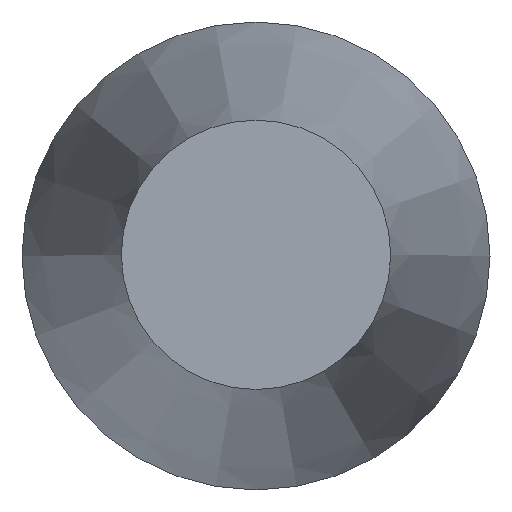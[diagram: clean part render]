
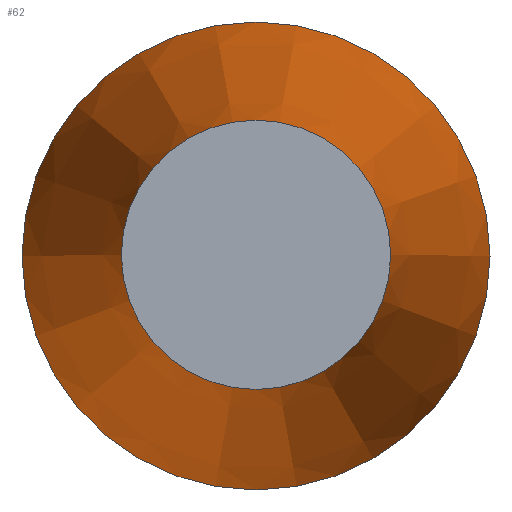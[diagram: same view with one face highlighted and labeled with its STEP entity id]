
A CAD part, top view. The second image highlights one B-rep face of the part: STEP entity #62.
In plain terms, the highlighted conical face has half-angle 8.297 degrees and reference radius 27.653 mm.
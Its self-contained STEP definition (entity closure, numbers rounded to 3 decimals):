
#62=ADVANCED_FACE('',(#85,#86),#80,.T.);
#80=CONICAL_SURFACE('',#262,27.653,8.297);
#85=FACE_BOUND('',#117,.T.);
#86=FACE_BOUND('',#118,.T.);
#117=EDGE_LOOP('',(#151));
#118=EDGE_LOOP('',(#152));
#151=ORIENTED_EDGE('',*,*,#202,.F.);
#152=ORIENTED_EDGE('',*,*,#203,.T.);
#185=VERTEX_POINT('',#378);
#186=VERTEX_POINT('',#380);
#202=EDGE_CURVE('',#185,#185,#219,.T.);
#203=EDGE_CURVE('',#186,#186,#220,.T.);
#219=CIRCLE('',#260,20.101);
#220=CIRCLE('',#261,34.925);
#260=AXIS2_PLACEMENT_3D('',#377,#303,#304);
#261=AXIS2_PLACEMENT_3D('',#379,#305,#306);
#262=AXIS2_PLACEMENT_3D('',#381,#307,#308);
#303=DIRECTION('',(0.,0.,1.));
#304=DIRECTION('',(-1.,0.,0.));
#305=DIRECTION('',(0.,0.,1.));
#306=DIRECTION('',(-1.,0.,0.));
#307=DIRECTION('',(0.,0.,-1.));
#308=DIRECTION('',(0.,-1.,0.));
#377=CARTESIAN_POINT('',(0.,0.,101.65));
#378=CARTESIAN_POINT('',(-20.101,0.,101.65));
#379=CARTESIAN_POINT('',(0.,0.,0.));
#380=CARTESIAN_POINT('',(-34.925,0.,0.));
#381=CARTESIAN_POINT('',(0.,0.,49.862));
